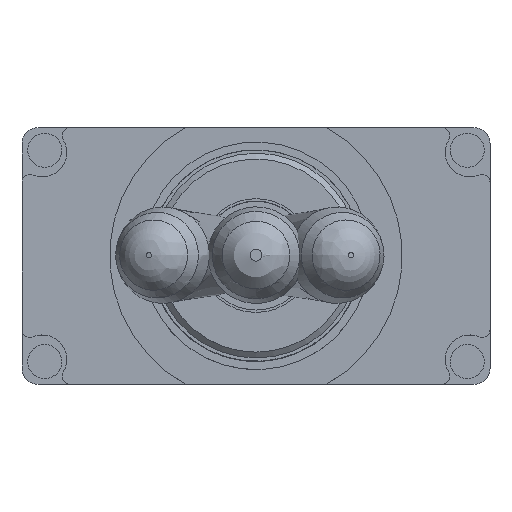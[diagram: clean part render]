
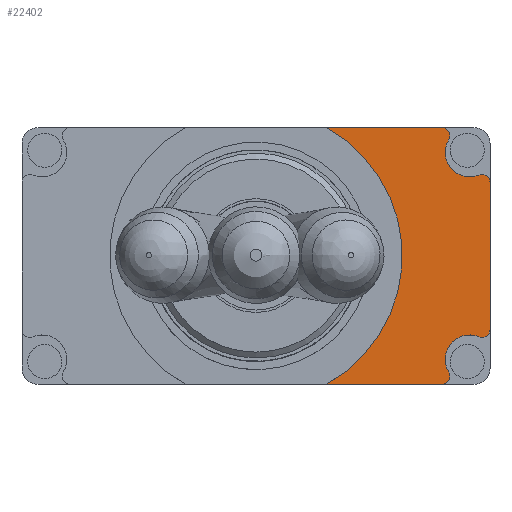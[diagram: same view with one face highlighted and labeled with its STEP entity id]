
A CAD part, top view. The second image highlights one B-rep face of the part: STEP entity #22402.
In plain terms, the highlighted planar face has unit normal (0, 0, 1).
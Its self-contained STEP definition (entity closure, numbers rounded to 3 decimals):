
#552=CIRCLE('',#23337,1.5);
#554=CIRCLE('',#23340,0.5);
#556=CIRCLE('',#23343,1.5);
#558=CIRCLE('',#23346,0.5);
#575=CIRCLE('',#23374,0.5);
#584=CIRCLE('',#23391,9.);
#585=CIRCLE('',#23392,0.5);
#6004=ORIENTED_EDGE('',*,*,#8696,.F.);
#6005=ORIENTED_EDGE('',*,*,#8704,.T.);
#6006=ORIENTED_EDGE('',*,*,#8689,.T.);
#6007=ORIENTED_EDGE('',*,*,#8685,.T.);
#6008=ORIENTED_EDGE('',*,*,#8735,.T.);
#6009=ORIENTED_EDGE('',*,*,#8753,.T.);
#6010=ORIENTED_EDGE('',*,*,#8754,.T.);
#6011=ORIENTED_EDGE('',*,*,#8755,.T.);
#6012=ORIENTED_EDGE('',*,*,#8756,.F.);
#6013=ORIENTED_EDGE('',*,*,#8692,.F.);
#8685=EDGE_CURVE('',#10418,#10419,#552,.T.);
#8689=EDGE_CURVE('',#10422,#10418,#554,.T.);
#8692=EDGE_CURVE('',#10424,#10425,#556,.T.);
#8696=EDGE_CURVE('',#10428,#10424,#558,.T.);
#8704=EDGE_CURVE('',#10428,#10422,#11496,.T.);
#8735=EDGE_CURVE('',#10419,#10457,#575,.T.);
#8753=EDGE_CURVE('',#10457,#10466,#11521,.T.);
#8754=EDGE_CURVE('',#10466,#10467,#584,.T.);
#8755=EDGE_CURVE('',#10467,#10468,#11522,.T.);
#8756=EDGE_CURVE('',#10425,#10468,#585,.T.);
#10418=VERTEX_POINT('',#48512);
#10419=VERTEX_POINT('',#48513);
#10422=VERTEX_POINT('',#48521);
#10424=VERTEX_POINT('',#48527);
#10425=VERTEX_POINT('',#48528);
#10428=VERTEX_POINT('',#48536);
#10457=VERTEX_POINT('',#48615);
#10466=VERTEX_POINT('',#48650);
#10467=VERTEX_POINT('',#48652);
#10468=VERTEX_POINT('',#48654);
#11496=LINE('',#48550,#12511);
#11521=LINE('',#48649,#12536);
#11522=LINE('',#48653,#12537);
#12511=VECTOR('',#26039,1000.);
#12536=VECTOR('',#26148,1000.);
#12537=VECTOR('',#26151,1000.);
#13712=EDGE_LOOP('',(#6004,#6005,#6006,#6007,#6008,#6009,#6010,#6011,#6012,
#6013));
#14938=FACE_BOUND('',#13712,.T.);
#15706=PLANE('',#23390);
#22402=ADVANCED_FACE('',(#14938),#15706,.F.);
#23337=AXIS2_PLACEMENT_3D('',#48511,#26004,#26005);
#23340=AXIS2_PLACEMENT_3D('',#48520,#26012,#26013);
#23343=AXIS2_PLACEMENT_3D('',#48526,#26019,#26020);
#23346=AXIS2_PLACEMENT_3D('',#48535,#26027,#26028);
#23374=AXIS2_PLACEMENT_3D('',#48614,#26105,#26106);
#23390=AXIS2_PLACEMENT_3D('',#48648,#26146,#26147);
#23391=AXIS2_PLACEMENT_3D('',#48651,#26149,#26150);
#23392=AXIS2_PLACEMENT_3D('',#48655,#26152,#26153);
#26004=DIRECTION('',(0.,0.,-1.));
#26005=DIRECTION('',(1.,0.,0.));
#26012=DIRECTION('',(0.,0.,1.));
#26013=DIRECTION('',(1.,0.,0.));
#26019=DIRECTION('',(0.,0.,1.));
#26020=DIRECTION('',(1.,0.,0.));
#26027=DIRECTION('',(0.,0.,-1.));
#26028=DIRECTION('',(1.,0.,0.));
#26039=DIRECTION('',(0.,1.,0.));
#26105=DIRECTION('',(0.,0.,1.));
#26106=DIRECTION('',(-1.,0.,0.));
#26146=DIRECTION('',(0.,0.,-1.));
#26147=DIRECTION('',(-1.,0.,0.));
#26148=DIRECTION('',(-1.,0.,0.));
#26149=DIRECTION('',(0.,0.,-1.));
#26150=DIRECTION('',(-1.,0.,0.));
#26151=DIRECTION('',(1.,0.,0.));
#26152=DIRECTION('',(0.,0.,-1.));
#26153=DIRECTION('',(-1.,0.,0.));
#48511=CARTESIAN_POINT('',(13.139,6.364,1.7));
#48512=CARTESIAN_POINT('',(13.71,4.976,1.7));
#48513=CARTESIAN_POINT('',(11.857,7.141,1.7));
#48520=CARTESIAN_POINT('',(13.9,4.514,1.7));
#48521=CARTESIAN_POINT('',(14.4,4.514,1.7));
#48526=CARTESIAN_POINT('',(13.139,-6.364,1.7));
#48527=CARTESIAN_POINT('',(13.71,-4.976,1.7));
#48528=CARTESIAN_POINT('',(11.857,-7.141,1.7));
#48535=CARTESIAN_POINT('',(13.9,-4.514,1.7));
#48536=CARTESIAN_POINT('',(14.4,-4.514,1.7));
#48550=CARTESIAN_POINT('',(14.4,-6.9,1.7));
#48614=CARTESIAN_POINT('',(11.429,7.4,1.7));
#48615=CARTESIAN_POINT('',(11.429,7.9,1.7));
#48648=CARTESIAN_POINT('',(0.,0.,1.7));
#48649=CARTESIAN_POINT('',(13.4,7.9,1.7));
#48650=CARTESIAN_POINT('',(4.312,7.9,1.7));
#48651=CARTESIAN_POINT('',(0.,0.,1.7));
#48652=CARTESIAN_POINT('',(4.312,-7.9,1.7));
#48653=CARTESIAN_POINT('',(4.312,-7.9,1.7));
#48654=CARTESIAN_POINT('',(11.429,-7.9,1.7));
#48655=CARTESIAN_POINT('',(11.429,-7.4,1.7));
